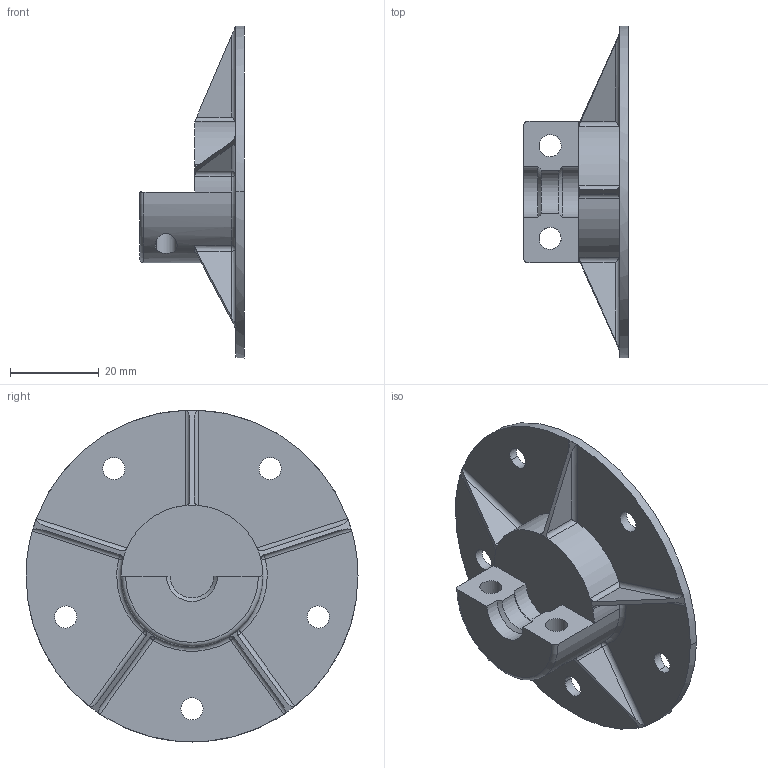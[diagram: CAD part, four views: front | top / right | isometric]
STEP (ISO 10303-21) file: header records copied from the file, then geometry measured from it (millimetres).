
FILE_DESCRIPTION(('CATIA V5 STEP Exchange'),'2;1');
FILE_NAME('Bride int axe arriere inf disque.stp','2019-03-02T16:41:29+00:00',('none'),('none'),'CATIA Version 5 Release 19 GA (IN-10)','CATIA V5 STEP AP203','none');
FILE_SCHEMA(('CONFIG_CONTROL_DESIGN'));
Length unit declared in the file: millimetre
Products named in the file (1): Bride int axe arriere inf disque
Bounding box: 23.7 x 75 x 75 mm (x, y, z)
Volume: 20434.5 mm3; surface area: 12444.9 mm2
Topology: 1 solids, 1 shells, 96 faces, 288 edges, 189 vertices
Faces by surface type: cylinder 52, plane 32, sphere 6, torus 4, cone 2
Entity records: 3418 total; most frequent: CARTESIAN_POINT 1070, ORIENTED_EDGE 564, DIRECTION 332, EDGE_CURVE 282, VERTEX_POINT 189, AXIS2_PLACEMENT_3D 162, EDGE_LOOP 111, VECTOR 106
